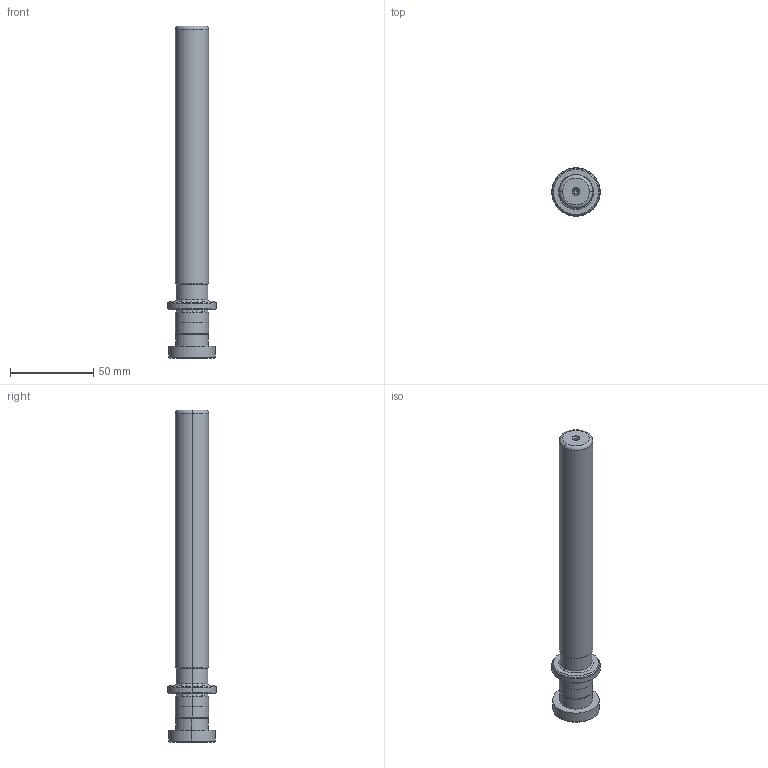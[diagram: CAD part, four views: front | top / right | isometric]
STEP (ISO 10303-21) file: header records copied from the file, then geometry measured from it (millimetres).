
FILE_DESCRIPTION (( 'STEP AP214' ), '1' );
FILE_NAME ('TRP-D20-L170.STEP', '2024-12-31T03:45:37', ( '111' ), ( '21222' ), 'SwSTEP 2.0', 'SolidWorks 2020', '' );
FILE_SCHEMA (( 'AUTOMOTIVE_DESIGN' ));
Length unit declared in the file: millimetre
Products named in the file (3): TRP蹟簽D20; TRP-D20-L170
Assembly tree (2 placements, depth 2):
  TRP-D20-L170
    TRP-D20-L170
    TRP蹟簽D20
Bounding box: 29 x 29 x 199 mm (x, y, z)
Volume: 62163.3 mm3; surface area: 16348.6 mm2
Topology: 2 solids, 2 shells, 86 faces, 184 edges, 110 vertices
Faces by surface type: cylinder 28, cone 22, plane 18, torus 10, bspline 8
Entity records: 3234 total; most frequent: CARTESIAN_POINT 1261, DIRECTION 412, ORIENTED_EDGE 360, EDGE_CURVE 180, AXIS2_PLACEMENT_3D 177, VERTEX_POINT 110, EDGE_LOOP 100, CIRCLE 94
